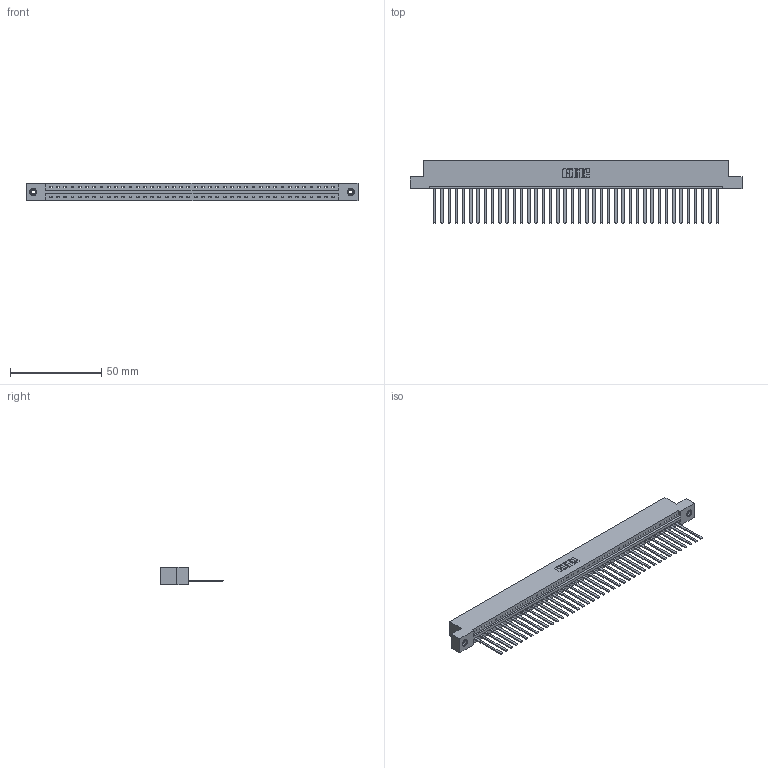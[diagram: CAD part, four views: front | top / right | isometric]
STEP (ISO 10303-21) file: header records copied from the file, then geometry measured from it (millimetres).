
FILE_DESCRIPTION (( 'STEP AP203' ), '1' );
FILE_NAME ('387-040-544-108.STEP', '2019-10-04T19:04:56', ( '' ), ( '' ), 'SwSTEP 2.0', 'SolidWorks 2016', '' );
FILE_SCHEMA (( 'CONFIG_CONTROL_DESIGN' ));
Length unit declared in the file: inch
Products named in the file (4): 345-250-001_345-250-003-102; 345-292-001_345-293-144; 387-040-544-108; 337 Part_Flush Mounting Lugs - 0.156 Dia-TI
Assembly tree (43 placements, depth 2):
  387-040-544-108
    337 Part_Flush Mounting Lugs - 0.156 Dia-TI
    345-292-001_345-293-144  x40
    345-250-001_345-250-003-102  x2
Bounding box: 181.51 x 34.3 x 9.4 mm (x, y, z)
Volume: 19296.5 mm3; surface area: 21482.6 mm2
Topology: 43 solids, 43 shells, 2414 faces, 7247 edges, 4770 vertices
Faces by surface type: plane 1782, cylinder 616, cone 12, torus 4
Entity records: 30994 total; most frequent: CARTESIAN_POINT 5377, ORIENTED_EDGE 5346, DIRECTION 4559, EDGE_CURVE 2673, LINE 2529, VECTOR 2529, VERTEX_POINT 1776, AXIS2_PLACEMENT_3D 1015
